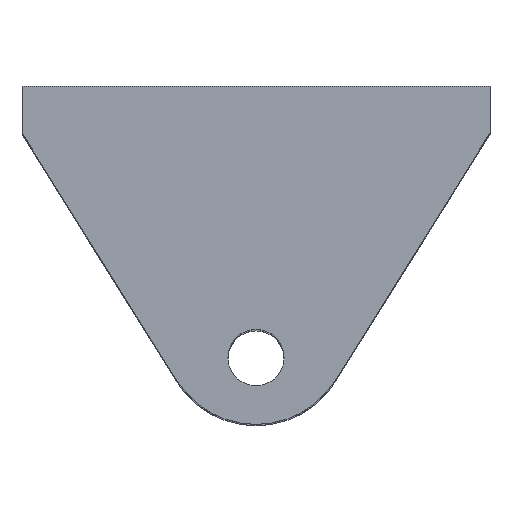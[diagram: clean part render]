
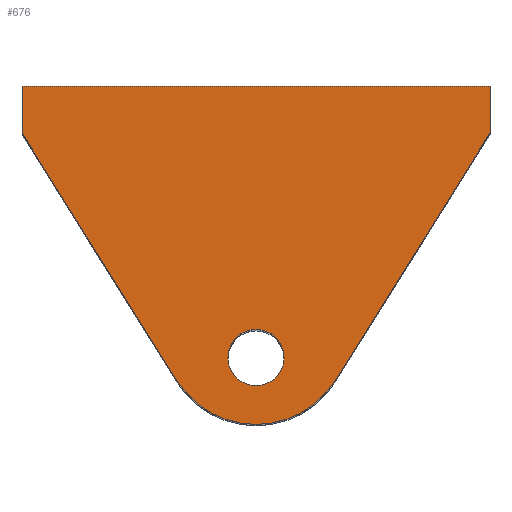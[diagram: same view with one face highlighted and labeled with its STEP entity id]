
A CAD part, top view. The second image highlights one B-rep face of the part: STEP entity #676.
In plain terms, the highlighted planar face has unit normal (0, 0, 1).
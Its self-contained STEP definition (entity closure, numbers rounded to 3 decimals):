
#12 = DIRECTION ( 'NONE',  ( 0.53, -0.848, 0. ) ) ;
#93 = VERTEX_POINT ( 'NONE', #286 ) ;
#127 = CIRCLE ( 'NONE', #697, 3. ) ;
#209 = VECTOR ( 'NONE', #12, 1000. ) ;
#255 = EDGE_CURVE ( 'NONE', #1119, #874, #1159, .T. ) ;
#273 = ORIENTED_EDGE ( 'NONE', *, *, #1226, .T. ) ;
#286 = CARTESIAN_POINT ( 'NONE',  ( -25., 0., 44.75 ) ) ;
#290 = AXIS2_PLACEMENT_3D ( 'NONE', #1934, #1767, #579 ) ;
#299 = EDGE_LOOP ( 'NONE', ( #1332, #1777, #672, #1646, #1098, #273 ) ) ;
#328 = DIRECTION ( 'NONE',  ( 0., 0., 1. ) ) ;
#373 = DIRECTION ( 'NONE',  ( 0., -1., 0. ) ) ;
#384 = LINE ( 'NONE', #1365, #738 ) ;
#429 = EDGE_CURVE ( 'NONE', #874, #1119, #127, .T. ) ;
#432 = DIRECTION ( 'NONE',  ( 0., 0., 1. ) ) ;
#434 = VECTOR ( 'NONE', #696, 1000. ) ;
#474 = VECTOR ( 'NONE', #373, 1000. ) ;
#477 = LINE ( 'NONE', #742, #501 ) ;
#501 = VECTOR ( 'NONE', #716, 1000. ) ;
#534 = VERTEX_POINT ( 'NONE', #568 ) ;
#545 = EDGE_CURVE ( 'NONE', #998, #701, #782, .T. ) ;
#568 = CARTESIAN_POINT ( 'NONE',  ( 25., 5., 44.75 ) ) ;
#579 = DIRECTION ( 'NONE',  ( -1., 0., 0. ) ) ;
#630 = CARTESIAN_POINT ( 'NONE',  ( 0., -21.132, 44.75 ) ) ;
#643 = CARTESIAN_POINT ( 'NONE',  ( 0., -24., 44.75 ) ) ;
#653 = CARTESIAN_POINT ( 'NONE',  ( -8.48, -26.432, 44.75 ) ) ;
#672 = ORIENTED_EDGE ( 'NONE', *, *, #545, .T. ) ;
#676 = ADVANCED_FACE ( 'NONE', ( #1726, #1935 ), #1643, .F. ) ;
#696 = DIRECTION ( 'NONE',  ( 0.53, 0.848, 0. ) ) ;
#697 = AXIS2_PLACEMENT_3D ( 'NONE', #1709, #1447, #1588 ) ;
#701 = VERTEX_POINT ( 'NONE', #1776 ) ;
#706 = EDGE_CURVE ( 'NONE', #1284, #534, #477, .T. ) ;
#716 = DIRECTION ( 'NONE',  ( 1., 0., 0. ) ) ;
#738 = VECTOR ( 'NONE', #1359, 1000. ) ;
#742 = CARTESIAN_POINT ( 'NONE',  ( 25., 5., 44.75 ) ) ;
#782 = LINE ( 'NONE', #1757, #434 ) ;
#795 = DIRECTION ( 'NONE',  ( 1., 0., 0. ) ) ;
#796 = VERTEX_POINT ( 'NONE', #653 ) ;
#836 = CARTESIAN_POINT ( 'NONE',  ( 25., 5., 44.75 ) ) ;
#874 = VERTEX_POINT ( 'NONE', #1409 ) ;
#884 = LINE ( 'NONE', #836, #474 ) ;
#998 = VERTEX_POINT ( 'NONE', #1586 ) ;
#1098 = ORIENTED_EDGE ( 'NONE', *, *, #706, .F. ) ;
#1103 = AXIS2_PLACEMENT_3D ( 'NONE', #630, #432, #1539 ) ;
#1119 = VERTEX_POINT ( 'NONE', #1745 ) ;
#1159 = CIRCLE ( 'NONE', #1884, 3. ) ;
#1226 = EDGE_CURVE ( 'NONE', #1284, #93, #384, .T. ) ;
#1284 = VERTEX_POINT ( 'NONE', #1804 ) ;
#1332 = ORIENTED_EDGE ( 'NONE', *, *, #1578, .T. ) ;
#1348 = ORIENTED_EDGE ( 'NONE', *, *, #255, .F. ) ;
#1359 = DIRECTION ( 'NONE',  ( 0., -1., 0. ) ) ;
#1365 = CARTESIAN_POINT ( 'NONE',  ( -25., 5., 44.75 ) ) ;
#1409 = CARTESIAN_POINT ( 'NONE',  ( -3., -24., 44.75 ) ) ;
#1436 = EDGE_CURVE ( 'NONE', #534, #701, #884, .T. ) ;
#1447 = DIRECTION ( 'NONE',  ( 0., 0., 1. ) ) ;
#1539 = DIRECTION ( 'NONE',  ( -1., 0., 0. ) ) ;
#1578 = EDGE_CURVE ( 'NONE', #93, #796, #1676, .T. ) ;
#1586 = CARTESIAN_POINT ( 'NONE',  ( 8.48, -26.432, 44.75 ) ) ;
#1588 = DIRECTION ( 'NONE',  ( 1., 0., 0. ) ) ;
#1601 = ORIENTED_EDGE ( 'NONE', *, *, #429, .F. ) ;
#1612 = EDGE_CURVE ( 'NONE', #796, #998, #1651, .T. ) ;
#1643 = PLANE ( 'NONE',  #290 ) ;
#1646 = ORIENTED_EDGE ( 'NONE', *, *, #1436, .F. ) ;
#1651 = CIRCLE ( 'NONE', #1103, 10. ) ;
#1676 = LINE ( 'NONE', #1775, #209 ) ;
#1709 = CARTESIAN_POINT ( 'NONE',  ( 0., -24., 44.75 ) ) ;
#1726 = FACE_BOUND ( 'NONE', #1737, .T. ) ;
#1737 = EDGE_LOOP ( 'NONE', ( #1348, #1601 ) ) ;
#1745 = CARTESIAN_POINT ( 'NONE',  ( 3., -24., 44.75 ) ) ;
#1757 = CARTESIAN_POINT ( 'NONE',  ( 25., 0., 44.75 ) ) ;
#1767 = DIRECTION ( 'NONE',  ( 0., 0., -1. ) ) ;
#1775 = CARTESIAN_POINT ( 'NONE',  ( -25., 0., 44.75 ) ) ;
#1776 = CARTESIAN_POINT ( 'NONE',  ( 25., 0., 44.75 ) ) ;
#1777 = ORIENTED_EDGE ( 'NONE', *, *, #1612, .T. ) ;
#1804 = CARTESIAN_POINT ( 'NONE',  ( -25., 5., 44.75 ) ) ;
#1884 = AXIS2_PLACEMENT_3D ( 'NONE', #643, #328, #795 ) ;
#1934 = CARTESIAN_POINT ( 'NONE',  ( 25., 5., 44.75 ) ) ;
#1935 = FACE_OUTER_BOUND ( 'NONE', #299, .T. ) ;
